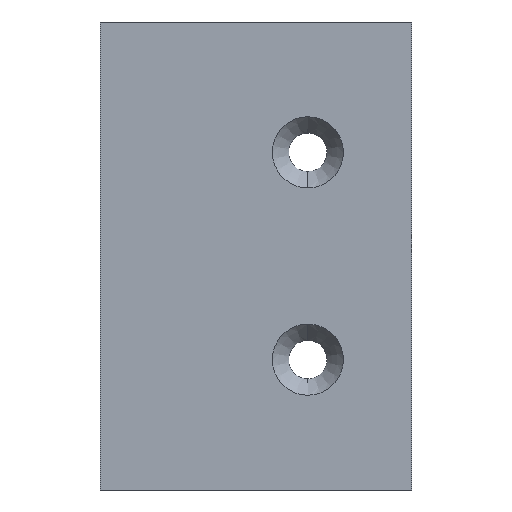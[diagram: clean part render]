
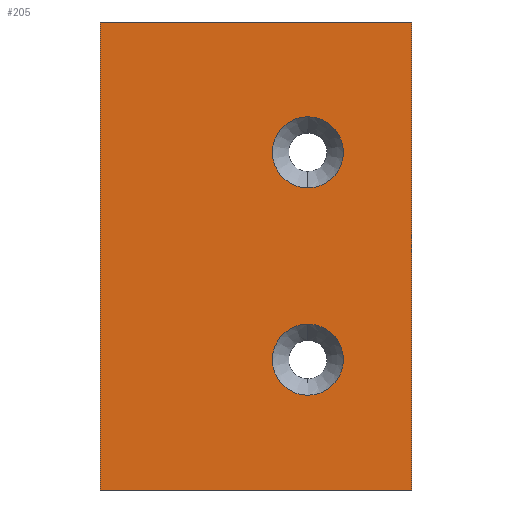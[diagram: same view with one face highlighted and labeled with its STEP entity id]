
A CAD part, front view. The second image highlights one B-rep face of the part: STEP entity #205.
In plain terms, the highlighted planar face has unit normal (0, -1, 0).
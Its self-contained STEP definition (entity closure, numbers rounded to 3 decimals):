
#7 = DIRECTION ( 'NONE',  ( 0., -1., 0. ) ) ;
#9 = CARTESIAN_POINT ( 'NONE',  ( 17.5, 0., -35. ) ) ;
#12 = CARTESIAN_POINT ( 'NONE',  ( -52.5, 0., 79. ) ) ;
#20 = EDGE_CURVE ( 'NONE', #254, #497, #393, .T. ) ;
#21 = CARTESIAN_POINT ( 'NONE',  ( 17.5, 0., -23. ) ) ;
#26 = CIRCLE ( 'NONE', #75, 12. ) ;
#28 = VECTOR ( 'NONE', #181, 1000. ) ;
#49 = DIRECTION ( 'NONE',  ( 0., 1., 0. ) ) ;
#58 = DIRECTION ( 'NONE',  ( 0., 0., 1. ) ) ;
#75 = AXIS2_PLACEMENT_3D ( 'NONE', #400, #524, #186 ) ;
#76 = CIRCLE ( 'NONE', #465, 12. ) ;
#78 = VECTOR ( 'NONE', #231, 1000. ) ;
#106 = DIRECTION ( 'NONE',  ( 0., 0., -1. ) ) ;
#112 = CARTESIAN_POINT ( 'NONE',  ( 52.5, 0., -79. ) ) ;
#132 = EDGE_CURVE ( 'NONE', #169, #549, #209, .T. ) ;
#134 = VERTEX_POINT ( 'NONE', #147 ) ;
#147 = CARTESIAN_POINT ( 'NONE',  ( 17.5, 0., -47. ) ) ;
#150 = DIRECTION ( 'NONE',  ( 0., 0., -1. ) ) ;
#157 = EDGE_CURVE ( 'NONE', #497, #529, #292, .T. ) ;
#168 = ORIENTED_EDGE ( 'NONE', *, *, #132, .T. ) ;
#169 = VERTEX_POINT ( 'NONE', #438 ) ;
#173 = CARTESIAN_POINT ( 'NONE',  ( -52.5, 0., 79. ) ) ;
#180 = CARTESIAN_POINT ( 'NONE',  ( 17.5, 0., 35. ) ) ;
#181 = DIRECTION ( 'NONE',  ( 0., 0., -1. ) ) ;
#186 = DIRECTION ( 'NONE',  ( 0., 0., -1. ) ) ;
#187 = CARTESIAN_POINT ( 'NONE',  ( -52.5, 0., -79. ) ) ;
#189 = DIRECTION ( 'NONE',  ( 0., 0., -1. ) ) ;
#194 = ORIENTED_EDGE ( 'NONE', *, *, #334, .F. ) ;
#205 = ADVANCED_FACE ( 'NONE', ( #373, #295, #360 ), #267, .T. ) ;
#209 = CIRCLE ( 'NONE', #275, 12. ) ;
#216 = VERTEX_POINT ( 'NONE', #21 ) ;
#226 = EDGE_CURVE ( 'NONE', #529, #468, #337, .T. ) ;
#231 = DIRECTION ( 'NONE',  ( -1., 0., 0. ) ) ;
#236 = CARTESIAN_POINT ( 'NONE',  ( 0., 0., 0. ) ) ;
#254 = VERTEX_POINT ( 'NONE', #324 ) ;
#264 = EDGE_LOOP ( 'NONE', ( #308, #537 ) ) ;
#267 = PLANE ( 'NONE',  #526 ) ;
#275 = AXIS2_PLACEMENT_3D ( 'NONE', #180, #431, #429 ) ;
#282 = DIRECTION ( 'NONE',  ( 1., 0., 0. ) ) ;
#288 = CARTESIAN_POINT ( 'NONE',  ( 17.5, 0., 35. ) ) ;
#290 = CARTESIAN_POINT ( 'NONE',  ( 17.5, 0., 47. ) ) ;
#292 = LINE ( 'NONE', #187, #78 ) ;
#295 = FACE_BOUND ( 'NONE', #306, .T. ) ;
#298 = ORIENTED_EDGE ( 'NONE', *, *, #226, .F. ) ;
#299 = EDGE_LOOP ( 'NONE', ( #545, #194, #298, #380 ) ) ;
#306 = EDGE_LOOP ( 'NONE', ( #168, #441 ) ) ;
#308 = ORIENTED_EDGE ( 'NONE', *, *, #336, .T. ) ;
#324 = CARTESIAN_POINT ( 'NONE',  ( 52.5, 0., 79. ) ) ;
#334 = EDGE_CURVE ( 'NONE', #468, #254, #413, .T. ) ;
#336 = EDGE_CURVE ( 'NONE', #134, #216, #26, .T. ) ;
#337 = LINE ( 'NONE', #12, #402 ) ;
#358 = VECTOR ( 'NONE', #282, 1000. ) ;
#360 = FACE_OUTER_BOUND ( 'NONE', #299, .T. ) ;
#373 = FACE_BOUND ( 'NONE', #264, .T. ) ;
#380 = ORIENTED_EDGE ( 'NONE', *, *, #157, .F. ) ;
#393 = LINE ( 'NONE', #479, #28 ) ;
#400 = CARTESIAN_POINT ( 'NONE',  ( 17.5, 0., -35. ) ) ;
#402 = VECTOR ( 'NONE', #58, 1000. ) ;
#407 = EDGE_CURVE ( 'NONE', #549, #169, #513, .T. ) ;
#412 = DIRECTION ( 'NONE',  ( 0., 1., 0. ) ) ;
#413 = LINE ( 'NONE', #173, #358 ) ;
#419 = EDGE_CURVE ( 'NONE', #216, #134, #76, .T. ) ;
#429 = DIRECTION ( 'NONE',  ( 0., 0., -1. ) ) ;
#431 = DIRECTION ( 'NONE',  ( 0., 1., 0. ) ) ;
#436 = AXIS2_PLACEMENT_3D ( 'NONE', #288, #412, #150 ) ;
#438 = CARTESIAN_POINT ( 'NONE',  ( 17.5, 0., 23. ) ) ;
#441 = ORIENTED_EDGE ( 'NONE', *, *, #407, .T. ) ;
#454 = CARTESIAN_POINT ( 'NONE',  ( -52.5, 0., -79. ) ) ;
#465 = AXIS2_PLACEMENT_3D ( 'NONE', #9, #49, #189 ) ;
#468 = VERTEX_POINT ( 'NONE', #481 ) ;
#479 = CARTESIAN_POINT ( 'NONE',  ( 52.5, 0., 79. ) ) ;
#481 = CARTESIAN_POINT ( 'NONE',  ( -52.5, 0., 79. ) ) ;
#497 = VERTEX_POINT ( 'NONE', #112 ) ;
#513 = CIRCLE ( 'NONE', #436, 12. ) ;
#524 = DIRECTION ( 'NONE',  ( 0., 1., 0. ) ) ;
#526 = AXIS2_PLACEMENT_3D ( 'NONE', #236, #7, #106 ) ;
#529 = VERTEX_POINT ( 'NONE', #454 ) ;
#537 = ORIENTED_EDGE ( 'NONE', *, *, #419, .T. ) ;
#545 = ORIENTED_EDGE ( 'NONE', *, *, #20, .F. ) ;
#549 = VERTEX_POINT ( 'NONE', #290 ) ;
